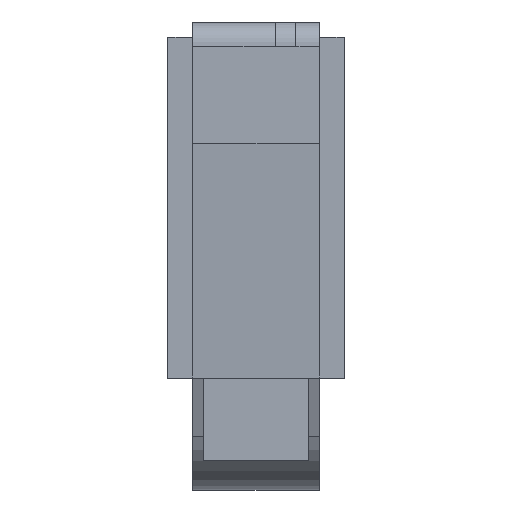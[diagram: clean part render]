
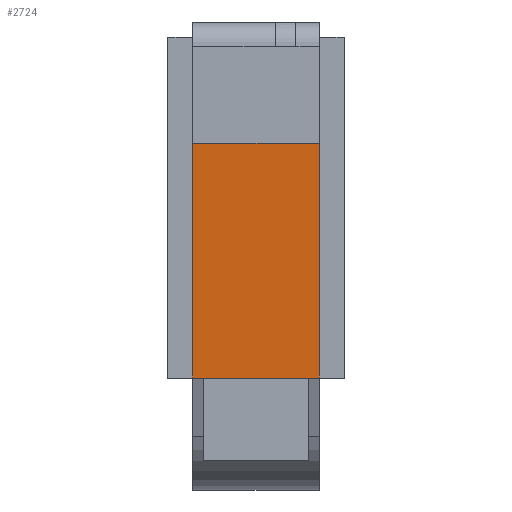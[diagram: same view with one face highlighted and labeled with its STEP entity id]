
A CAD part, left-side view. The second image highlights one B-rep face of the part: STEP entity #2724.
In plain terms, the highlighted planar face has unit normal (-0.998, 0, -0.06).
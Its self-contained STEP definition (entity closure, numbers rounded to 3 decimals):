
#1253=CARTESIAN_POINT('',(-131.7,-6.75,0.7));
#1254=VERTEX_POINT('',#1253);
#1261=CARTESIAN_POINT('',(-131.7,-5.6,0.7));
#1262=VERTEX_POINT('',#1261);
#1263=CARTESIAN_POINT('',(-131.7,-6.75,0.7));
#1264=DIRECTION('',(0.0,1.0,0.0));
#1265=VECTOR('',#1264,1.15);
#1266=LINE('',#1263,#1265);
#1267=EDGE_CURVE('',#1254,#1262,#1266,.T.);
#1285=CARTESIAN_POINT('',(-131.7,5.6,0.7));
#1286=VERTEX_POINT('',#1285);
#1293=CARTESIAN_POINT('',(-131.7,6.75,0.7));
#1294=VERTEX_POINT('',#1293);
#1295=CARTESIAN_POINT('',(-131.7,5.6,0.7));
#1296=DIRECTION('',(0.0,1.0,0.0));
#1297=VECTOR('',#1296,1.15);
#1298=LINE('',#1295,#1297);
#1299=EDGE_CURVE('',#1286,#1294,#1298,.T.);
#2314=CARTESIAN_POINT('',(-131.7,-5.6,0.7));
#2315=DIRECTION('',(0.0,1.0,0.0));
#2316=VECTOR('',#2315,11.2);
#2317=LINE('',#2314,#2316);
#2318=EDGE_CURVE('',#1262,#1286,#2317,.T.);
#2606=CARTESIAN_POINT('',(-133.2,-6.75,25.7));
#2607=VERTEX_POINT('',#2606);
#2614=CARTESIAN_POINT('',(-131.7,-6.75,0.7));
#2615=DIRECTION('',(-0.06,0.0,0.998));
#2616=VECTOR('',#2615,25.045);
#2617=LINE('',#2614,#2616);
#2618=EDGE_CURVE('',#1254,#2607,#2617,.T.);
#2685=CARTESIAN_POINT('',(-133.2,6.75,25.7));
#2686=VERTEX_POINT('',#2685);
#2693=CARTESIAN_POINT('',(-133.2,-6.75,25.7));
#2694=DIRECTION('',(0.0,1.0,0.0));
#2695=VECTOR('',#2694,13.5);
#2696=LINE('',#2693,#2695);
#2697=EDGE_CURVE('',#2607,#2686,#2696,.T.);
#2706=CARTESIAN_POINT('',(-133.2,0.0,25.7));
#2707=DIRECTION('',(-0.998,0.0,-0.06));
#2708=DIRECTION('',(-0.06,0.0,0.998));
#2709=AXIS2_PLACEMENT_3D('',#2706,#2707,#2708);
#2710=PLANE('',#2709);
#2711=CARTESIAN_POINT('',(-133.2,6.75,25.7));
#2712=DIRECTION('',(0.06,0.0,-0.998));
#2713=VECTOR('',#2712,25.045);
#2714=LINE('',#2711,#2713);
#2715=EDGE_CURVE('',#2686,#1294,#2714,.T.);
#2716=ORIENTED_EDGE('',*,*,#2715,.T.);
#2717=ORIENTED_EDGE('',*,*,#1299,.F.);
#2718=ORIENTED_EDGE('',*,*,#2318,.F.);
#2719=ORIENTED_EDGE('',*,*,#1267,.F.);
#2720=ORIENTED_EDGE('',*,*,#2618,.T.);
#2721=ORIENTED_EDGE('',*,*,#2697,.T.);
#2722=EDGE_LOOP('',(#2716,#2717,#2718,#2719,#2720,#2721));
#2723=FACE_OUTER_BOUND('',#2722,.T.);
#2724=ADVANCED_FACE('',(#2723),#2710,.T.);
